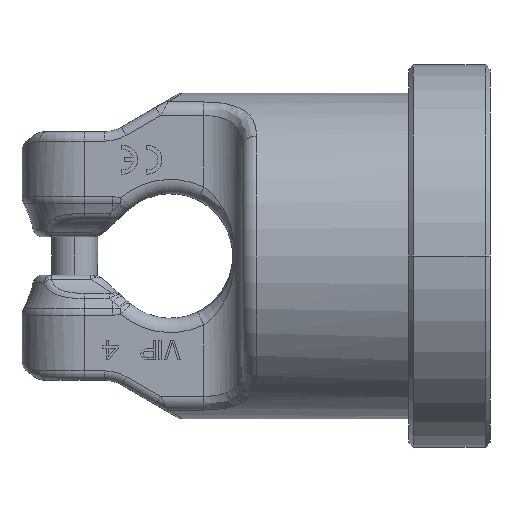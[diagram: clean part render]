
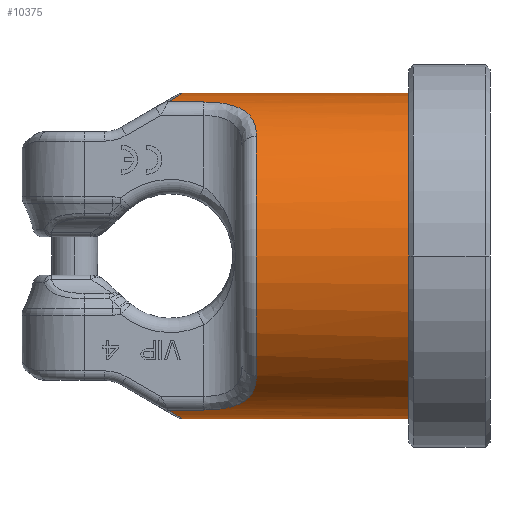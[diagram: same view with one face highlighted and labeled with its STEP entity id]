
A CAD part, front view. The second image highlights one B-rep face of the part: STEP entity #10375.
In plain terms, the highlighted cylindrical face has radius 17 mm (diameter 34 mm), a partial arc.
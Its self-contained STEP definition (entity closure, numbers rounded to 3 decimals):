
#1187=CARTESIAN_POINT('',(16.768,0.,
-17.));
#1195=DIRECTION('',(1.,0.,0.));
#1196=VECTOR('',#1195,23.632);
#1197=CARTESIAN_POINT('',(16.768,0.,
-17.));
#1198=LINE('',#1197,#1196);
#1816=CARTESIAN_POINT('',(40.4,0.,0.));
#1817=DIRECTION('',(1.,0.,0.));
#1818=DIRECTION('',(0.,0.,1.));
#1819=AXIS2_PLACEMENT_3D('',#1816,#1817,#1818);
#1821=CARTESIAN_POINT('',(15.286,-5.484,
-16.091));
#1822=CARTESIAN_POINT('',(15.552,-5.005,
-16.254));
#1823=CARTESIAN_POINT('',(16.004,-4.051,
-16.532));
#1824=CARTESIAN_POINT('',(16.457,-2.662,
-16.809));
#1825=CARTESIAN_POINT('',(16.714,-1.312,
-16.967));
#1826=CARTESIAN_POINT('',(16.768,-0.432,
-17.));
#1827=CARTESIAN_POINT('',(16.768,0.,
-17.));
#1829=DIRECTION('',(-1.,0.,0.));
#1830=VECTOR('',#1829,3.714);
#1831=CARTESIAN_POINT('',(19.,-5.484,
-16.091));
#1832=LINE('',#1831,#1830);
#1833=CARTESIAN_POINT('',(24.5,-11.516,
-12.505));
#1834=CARTESIAN_POINT('',(24.5,-11.126,
-12.864));
#1835=CARTESIAN_POINT('',(24.435,-10.343,
-13.521));
#1836=CARTESIAN_POINT('',(24.083,-9.098,
-14.383));
#1837=CARTESIAN_POINT('',(23.541,-8.045,
-14.989));
#1838=CARTESIAN_POINT('',(22.831,-7.134,
-15.44));
#1839=CARTESIAN_POINT('',(21.99,-6.409,
-15.75));
#1840=CARTESIAN_POINT('',(21.048,-5.878,
-15.954));
#1841=CARTESIAN_POINT('',(20.036,-5.555,
-16.067));
#1842=CARTESIAN_POINT('',(19.349,-5.484,
-16.091));
#1843=CARTESIAN_POINT('',(19.,-5.484,
-16.091));
#1845=CARTESIAN_POINT('',(24.5,0.,0.));
#1846=DIRECTION('',(1.,0.,0.));
#1847=DIRECTION('',(0.,-0.677,0.736));
#1848=AXIS2_PLACEMENT_3D('',#1845,#1846,#1847);
#1850=CARTESIAN_POINT('',(19.,-5.484,16.091));
#1851=CARTESIAN_POINT('',(19.349,-5.484,16.091));
#1852=CARTESIAN_POINT('',(20.036,-5.555,16.067));
#1853=CARTESIAN_POINT('',(21.051,-5.879,15.953));
#1854=CARTESIAN_POINT('',(21.993,-6.411,15.75));
#1855=CARTESIAN_POINT('',(22.835,-7.138,15.438));
#1856=CARTESIAN_POINT('',(23.545,-8.051,14.986));
#1857=CARTESIAN_POINT('',(24.087,-9.108,14.376));
#1858=CARTESIAN_POINT('',(24.437,-10.353,13.514));
#1859=CARTESIAN_POINT('',(24.5,-11.13,12.86));
#1860=CARTESIAN_POINT('',(24.5,-11.516,12.505));
#1862=DIRECTION('',(1.,0.,0.));
#1863=VECTOR('',#1862,3.714);
#1864=CARTESIAN_POINT('',(15.286,-5.484,16.091));
#1865=LINE('',#1864,#1863);
#1866=CARTESIAN_POINT('',(16.768,0.,17.));
#1867=CARTESIAN_POINT('',(16.768,-0.438,
17.));
#1868=CARTESIAN_POINT('',(16.712,-1.326,16.966));
#1869=CARTESIAN_POINT('',(16.456,-2.667,16.808));
#1870=CARTESIAN_POINT('',(16.003,-4.054,16.531));
#1871=CARTESIAN_POINT('',(15.552,-5.006,16.254));
#1872=CARTESIAN_POINT('',(15.286,-5.484,16.091));
#1874=DIRECTION('',(1.,0.,0.));
#1875=VECTOR('',#1874,23.632);
#1876=CARTESIAN_POINT('',(16.768,0.,17.));
#1877=LINE('',#1876,#1875);
#3844=CARTESIAN_POINT('',(15.286,-5.484,
-16.091));
#7214=VERTEX_POINT('',#1833);
#7215=VERTEX_POINT('',#1843);
#7226=VERTEX_POINT('',#1850);
#7227=VERTEX_POINT('',#1860);
#7624=VERTEX_POINT('',#1187);
#7639=VERTEX_POINT('',#3844);
#7642=VERTEX_POINT('',#1866);
#7643=VERTEX_POINT('',#1872);
#8554=CARTESIAN_POINT('',(40.4,0.,-17.));
#8555=CARTESIAN_POINT('',(40.4,0.,17.));
#8556=VERTEX_POINT('',#8554);
#8557=VERTEX_POINT('',#8555);
#10350=CARTESIAN_POINT('',(0.,0.,0.));
#10351=DIRECTION('',(1.,0.,0.));
#10352=DIRECTION('',(0.,0.,-1.));
#10353=AXIS2_PLACEMENT_3D('',#10350,#10351,#10352);
#10354=CYLINDRICAL_SURFACE('',#10353,17.);
#10356=ORIENTED_EDGE('',*,*,#10355,.T.);
#10357=ORIENTED_EDGE('',*,*,#8581,.F.);
#10359=ORIENTED_EDGE('',*,*,#10358,.F.);
#10361=ORIENTED_EDGE('',*,*,#10360,.F.);
#10363=ORIENTED_EDGE('',*,*,#10362,.F.);
#10365=ORIENTED_EDGE('',*,*,#10364,.F.);
#10367=ORIENTED_EDGE('',*,*,#10366,.F.);
#10369=ORIENTED_EDGE('',*,*,#10368,.F.);
#10371=ORIENTED_EDGE('',*,*,#10370,.F.);
#10372=ORIENTED_EDGE('',*,*,#8565,.T.);
#10373=EDGE_LOOP('',(#10356,#10357,#10359,#10361,#10363,#10365,#10367,#10369,
#10371,#10372));
#10374=FACE_OUTER_BOUND('',#10373,.F.);
#10375=ADVANCED_FACE('',(#10374),#10354,.T.);
#1820=CIRCLE('',#1819,17.);
#1828=B_SPLINE_CURVE_WITH_KNOTS('',3,(#1821,#1822,#1823,#1824,#1825,#1826,
#1827),.UNSPECIFIED.,.F.,.F.,(4,1,1,1,4),(0.,0.25,0.5,0.75,1.),
.UNSPECIFIED.);
#1844=B_SPLINE_CURVE_WITH_KNOTS('',3,(#1833,#1834,#1835,#1836,#1837,#1838,#1839,
#1840,#1841,#1842,#1843),.UNSPECIFIED.,.F.,.F.,(4,1,1,1,1,1,1,1,4),(0.,
0.125,0.25,0.375,0.5,0.625,0.75,0.875,1.),.UNSPECIFIED.);
#1849=CIRCLE('',#1848,17.);
#1861=B_SPLINE_CURVE_WITH_KNOTS('',3,(#1850,#1851,#1852,#1853,#1854,#1855,#1856,
#1857,#1858,#1859,#1860),.UNSPECIFIED.,.F.,.F.,(4,1,1,1,1,1,1,1,4),(0.,
0.125,0.25,0.375,0.5,0.625,0.75,0.875,1.),.UNSPECIFIED.);
#1873=B_SPLINE_CURVE_WITH_KNOTS('',3,(#1866,#1867,#1868,#1869,#1870,#1871,
#1872),.UNSPECIFIED.,.F.,.F.,(4,1,1,1,4),(0.,0.25,0.5,0.75,1.),
.UNSPECIFIED.);
#8565=EDGE_CURVE('',#7642,#8557,#1877,.T.);
#8581=EDGE_CURVE('',#7624,#8556,#1198,.T.);
#10355=EDGE_CURVE('',#8557,#8556,#1820,.T.);
#10358=EDGE_CURVE('',#7639,#7624,#1828,.T.);
#10360=EDGE_CURVE('',#7215,#7639,#1832,.T.);
#10362=EDGE_CURVE('',#7214,#7215,#1844,.T.);
#10364=EDGE_CURVE('',#7227,#7214,#1849,.T.);
#10366=EDGE_CURVE('',#7226,#7227,#1861,.T.);
#10368=EDGE_CURVE('',#7643,#7226,#1865,.T.);
#10370=EDGE_CURVE('',#7642,#7643,#1873,.T.);
